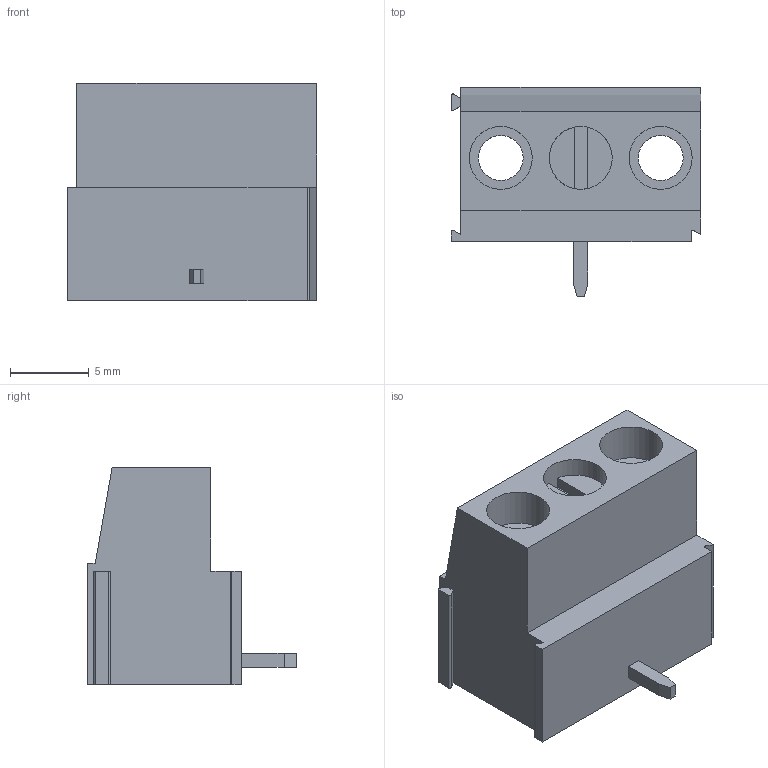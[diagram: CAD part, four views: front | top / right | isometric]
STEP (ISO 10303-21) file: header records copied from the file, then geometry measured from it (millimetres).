
FILE_DESCRIPTION( ( 'Unknown' ), '1' );
FILE_NAME( '691216600101.stp', 'Unknown', ( 'Unknown' ), ( 'Unknown' ), 'PSStep 18.0.17', 'Unknown', ' ' );
FILE_SCHEMA( ( 'AUTOMOTIVE_DESIGN { 1 0 10303 214 1 1 1 1 }' ) );
Length unit declared in the file: millimetre
Products named in the file (2): Assem1; 691216600101
Assembly tree (1 placements, depth 2):
  Assem1
    691216600101
Bounding box: 15.84 x 13.3 x 13.8 mm (x, y, z)
Volume: 994.2 mm3; surface area: 1595.4 mm2
Topology: 1 solids, 1 shells, 110 faces, 287 edges, 184 vertices
Faces by surface type: plane 99, cylinder 11
Full cylindrical faces by diameter (mm): 2.85 x2, 4 x3
Entity records: 4182 total; most frequent: CARTESIAN_POINT 572, ORIENTED_EDGE 558, DIRECTION 528, EDGE_CURVE 279, LINE 254, VECTOR 254, VERTEX_POINT 181, AXIS2_PLACEMENT_3D 137
